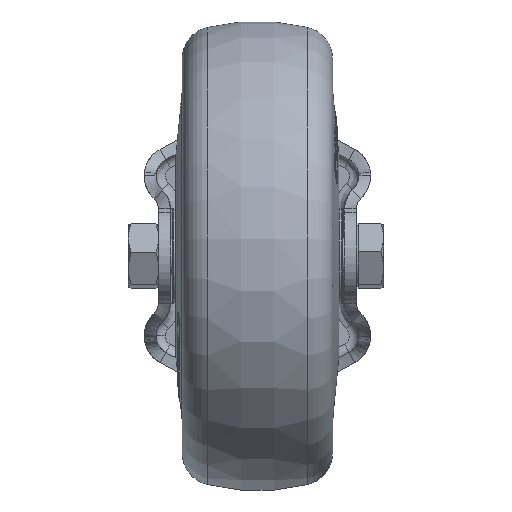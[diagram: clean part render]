
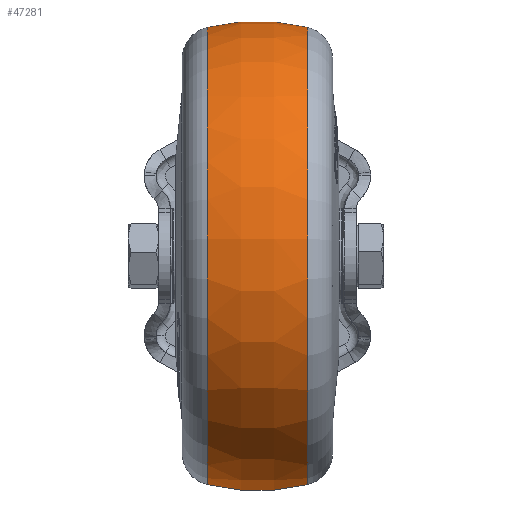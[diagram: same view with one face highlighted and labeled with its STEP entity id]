
A CAD part, front view. The second image highlights one B-rep face of the part: STEP entity #47281.
In plain terms, the highlighted toroidal (fillet/blend) face has major radius 5 mm and minor radius 45 mm.
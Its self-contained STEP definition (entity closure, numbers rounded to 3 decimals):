
#1826 = DIRECTION ( 'NONE',  ( 0., 1., 0. ) ) ;
#6525 = CARTESIAN_POINT ( 'NONE',  ( 10.658, 0., -48.72 ) ) ;
#13497 = AXIS2_PLACEMENT_3D ( 'NONE', #85158, #37631, #93128 ) ;
#14355 = FACE_OUTER_BOUND ( 'NONE', #33664, .T. ) ;
#15330 = VERTEX_POINT ( 'NONE', #98183 ) ;
#24450 = AXIS2_PLACEMENT_3D ( 'NONE', #46397, #78275, #30824 ) ;
#25546 = CARTESIAN_POINT ( 'NONE',  ( 10.658, 0., 0. ) ) ;
#27363 = CIRCLE ( 'NONE', #13497, 45. ) ;
#28056 = VERTEX_POINT ( 'NONE', #39060 ) ;
#29999 = CIRCLE ( 'NONE', #77700, 48.72 ) ;
#30576 = AXIS2_PLACEMENT_3D ( 'NONE', #90867, #43393, #98830 ) ;
#30824 = DIRECTION ( 'NONE',  ( 0., 0., -1. ) ) ;
#31934 = EDGE_CURVE ( 'NONE', #88964, #28056, #29999, .T. ) ;
#33473 = DIRECTION ( 'NONE',  ( 0., 0., 1. ) ) ;
#33664 = EDGE_LOOP ( 'NONE', ( #96209, #63940, #83699, #80360 ) ) ;
#35800 = CIRCLE ( 'NONE', #30576, 48.72 ) ;
#37631 = DIRECTION ( 'NONE',  ( 0., -1., 0. ) ) ;
#39060 = CARTESIAN_POINT ( 'NONE',  ( 10.658, 0., 48.72 ) ) ;
#43393 = DIRECTION ( 'NONE',  ( 1., 0., 0. ) ) ;
#46397 = CARTESIAN_POINT ( 'NONE',  ( 0., 0., 0. ) ) ;
#47281 = ADVANCED_FACE ( 'NONE', ( #14355 ), #70022, .T. ) ;
#49334 = CARTESIAN_POINT ( 'NONE',  ( 0., 0., 5. ) ) ;
#50774 = EDGE_CURVE ( 'NONE', #100747, #15330, #35800, .T. ) ;
#55650 = AXIS2_PLACEMENT_3D ( 'NONE', #49334, #1826, #57298 ) ;
#57298 = DIRECTION ( 'NONE',  ( 0., 0., 1. ) ) ;
#58358 = CIRCLE ( 'NONE', #55650, 45. ) ;
#63940 = ORIENTED_EDGE ( 'NONE', *, *, #50774, .T. ) ;
#67990 = CARTESIAN_POINT ( 'NONE',  ( -10.658, 0., 48.72 ) ) ;
#70022 = TOROIDAL_SURFACE ( 'NONE', #24450, 5., 45. ) ;
#73453 = EDGE_CURVE ( 'NONE', #100747, #28056, #58358, .T. ) ;
#77700 = AXIS2_PLACEMENT_3D ( 'NONE', #25546, #80933, #33473 ) ;
#78275 = DIRECTION ( 'NONE',  ( 1., 0., 0. ) ) ;
#80360 = ORIENTED_EDGE ( 'NONE', *, *, #31934, .T. ) ;
#80933 = DIRECTION ( 'NONE',  ( -1., 0., 0. ) ) ;
#83699 = ORIENTED_EDGE ( 'NONE', *, *, #97894, .T. ) ;
#85158 = CARTESIAN_POINT ( 'NONE',  ( 0., 0., -5. ) ) ;
#88964 = VERTEX_POINT ( 'NONE', #6525 ) ;
#90867 = CARTESIAN_POINT ( 'NONE',  ( -10.658, 0., 0. ) ) ;
#93128 = DIRECTION ( 'NONE',  ( 1., 0., 0. ) ) ;
#96209 = ORIENTED_EDGE ( 'NONE', *, *, #73453, .F. ) ;
#97894 = EDGE_CURVE ( 'NONE', #15330, #88964, #27363, .T. ) ;
#98183 = CARTESIAN_POINT ( 'NONE',  ( -10.658, 0., -48.72 ) ) ;
#98830 = DIRECTION ( 'NONE',  ( 0., 0., -1. ) ) ;
#100747 = VERTEX_POINT ( 'NONE', #67990 ) ;
